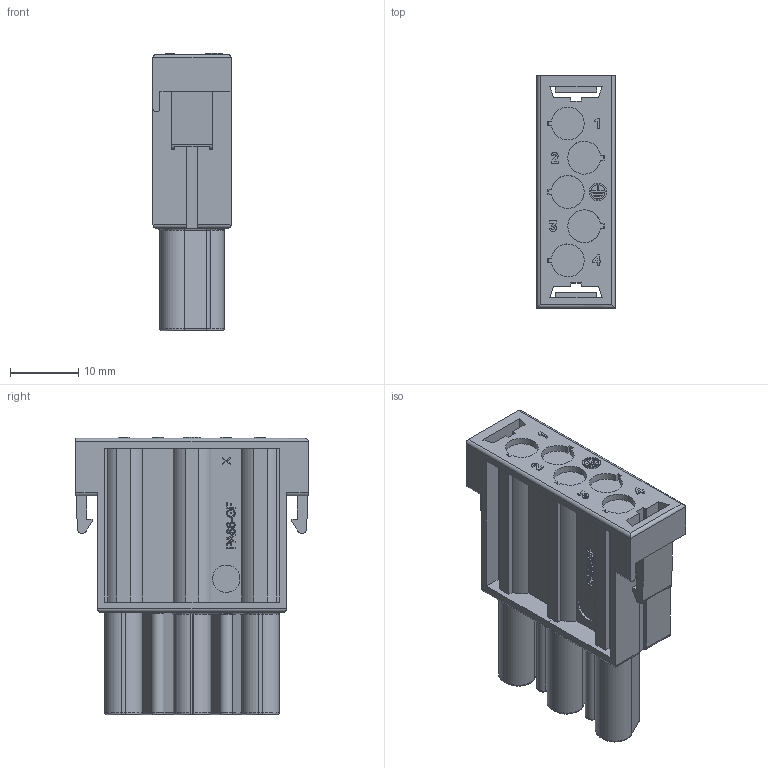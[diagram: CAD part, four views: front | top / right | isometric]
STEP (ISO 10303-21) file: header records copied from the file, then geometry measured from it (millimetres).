
FILE_DESCRIPTION(/* description */ (''),/* implementation_level */ '2;1');
FILE_NAME(/* name */ 'C146 C05 071 E8.stp',/* time_stamp */ '2017-05-05T14:20:27+02:00',/* author */ (''),/* organization */ (''),/* preprocessor_version */ 'ST-DEVELOPER v15',/* originating_system */ 'SIEMENS PLM Software NX 9.0',/* authorisation */ '');
FILE_SCHEMA (('CONFIG_CONTROL_DESIGN'));
Length unit declared in the file: millimetre
Products named in the file (1): c146 c05 000 e8nxm001-05
Bounding box: 11.4 x 34 x 40.6 mm (x, y, z)
Volume: 7757.3 mm3; surface area: 5735 mm2
Topology: 1 solids, 1 shells, 541 faces, 1384 edges, 903 vertices
Faces by surface type: plane 366, cylinder 85, extrusion 50, bspline 32, cone 6, torus 2
Full cylindrical faces by diameter (mm): 2.1 x1, 2.6 x1, 4 x1
Entity records: 17926 total; most frequent: CARTESIAN_POINT 5261, ORIENTED_EDGE 2756, DIRECTION 2272, EDGE_CURVE 1378, VECTOR 946, VERTEX_POINT 902, LINE 896, AXIS2_PLACEMENT_3D 663
